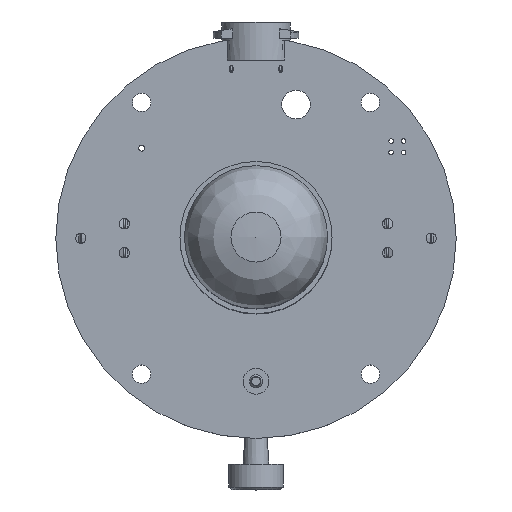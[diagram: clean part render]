
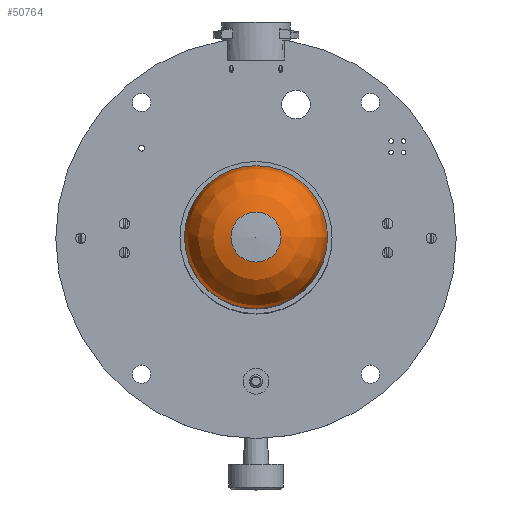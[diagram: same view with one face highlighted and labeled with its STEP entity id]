
A CAD part, top view. The second image highlights one B-rep face of the part: STEP entity #50764.
In plain terms, the highlighted free-form (B-spline) face has degree [2, 2] with [3, 9] control points.
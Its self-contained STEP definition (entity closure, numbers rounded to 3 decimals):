
#1879=(
BOUNDED_SURFACE()
B_SPLINE_SURFACE(2,2,((#115415,#115416,#115417,#115418,#115419,#115420,
#115421,#115422,#115423),(#115424,#115425,#115426,#115427,#115428,#115429,
#115430,#115431,#115432),(#115433,#115434,#115435,#115436,#115437,#115438,
#115439,#115440,#115441)),.UNSPECIFIED.,.F.,.T.,.F.)
B_SPLINE_SURFACE_WITH_KNOTS((3,3),(3,2,2,2,3),(-1.473,0.),(-3.142,
-1.571,0.,1.571,3.142),.UNSPECIFIED.)
GEOMETRIC_REPRESENTATION_ITEM()
RATIONAL_B_SPLINE_SURFACE(((1.,0.707,1.,0.707,1.,
0.707,1.,0.707,1.),(0.741,0.524,
0.741,0.524,0.741,0.524,0.741,
0.524,0.741),(1.,0.707,1.,0.707,
1.,0.707,1.,0.707,1.)))
REPRESENTATION_ITEM('')
SURFACE()
);
#7195=FACE_OUTER_BOUND('',#9474,.T.);
#9474=EDGE_LOOP('',(#48026,#48027,#48028,#48029,#48030));
#10766=CIRCLE('',#54708,12.5);
#10769=CIRCLE('',#54714,4.375);
#10771=CIRCLE('',#54716,4.375);
#10772=CIRCLE('',#54717,9.);
#28986=VERTEX_POINT('',#115400);
#28988=VERTEX_POINT('',#115409);
#28989=VERTEX_POINT('',#115410);
#36602=EDGE_CURVE('',#28986,#28986,#10766,.T.);
#36605=EDGE_CURVE('',#28988,#28989,#10769,.T.);
#36607=EDGE_CURVE('',#28989,#28988,#10771,.T.);
#36608=EDGE_CURVE('',#28986,#28989,#10772,.T.);
#48026=ORIENTED_EDGE('',*,*,#36602,.F.);
#48027=ORIENTED_EDGE('',*,*,#36608,.T.);
#48028=ORIENTED_EDGE('',*,*,#36607,.T.);
#48029=ORIENTED_EDGE('',*,*,#36605,.T.);
#48030=ORIENTED_EDGE('',*,*,#36608,.F.);
#50764=ADVANCED_FACE('',(#7195),#1879,.F.);
#54708=AXIS2_PLACEMENT_3D('',#115402,#67627,#67628);
#54714=AXIS2_PLACEMENT_3D('',#115411,#67639,#67640);
#54716=AXIS2_PLACEMENT_3D('',#115414,#67643,#67644);
#54717=AXIS2_PLACEMENT_3D('',#115442,#67645,#67646);
#67627=DIRECTION('center_axis',(0.,0.,-1.));
#67628=DIRECTION('ref_axis',(1.,0.,0.));
#67639=DIRECTION('center_axis',(0.,0.,-1.));
#67640=DIRECTION('ref_axis',(1.,0.,0.));
#67643=DIRECTION('center_axis',(0.,0.,-1.));
#67644=DIRECTION('ref_axis',(1.,0.,0.));
#67645=DIRECTION('center_axis',(0.,-1.,0.));
#67646=DIRECTION('ref_axis',(1.,0.,0.));
#115400=CARTESIAN_POINT('',(12.5,0.,113.979));
#115402=CARTESIAN_POINT('Origin',(0.,0.,113.979));
#115409=CARTESIAN_POINT('',(-4.375,0.,122.937));
#115410=CARTESIAN_POINT('',(4.375,0.,122.937));
#115411=CARTESIAN_POINT('Origin',(0.,0.,122.937));
#115414=CARTESIAN_POINT('Origin',(0.,0.,122.937));
#115415=CARTESIAN_POINT('Ctrl Pts',(4.375,0.,122.937));
#115416=CARTESIAN_POINT('Ctrl Pts',(4.375,-4.375,122.937));
#115417=CARTESIAN_POINT('Ctrl Pts',(0.,-4.375,122.937));
#115418=CARTESIAN_POINT('Ctrl Pts',(-4.375,-4.375,122.937));
#115419=CARTESIAN_POINT('Ctrl Pts',(-4.375,0.,122.937));
#115420=CARTESIAN_POINT('Ctrl Pts',(-4.375,4.375,122.937));
#115421=CARTESIAN_POINT('Ctrl Pts',(0.,4.375,122.937));
#115422=CARTESIAN_POINT('Ctrl Pts',(4.375,4.375,122.937));
#115423=CARTESIAN_POINT('Ctrl Pts',(4.375,0.,122.937));
#115424=CARTESIAN_POINT('Ctrl Pts',(12.5,0.,122.143));
#115425=CARTESIAN_POINT('Ctrl Pts',(12.5,-12.5,122.143));
#115426=CARTESIAN_POINT('Ctrl Pts',(0.,-12.5,122.143));
#115427=CARTESIAN_POINT('Ctrl Pts',(-12.5,-12.5,122.143));
#115428=CARTESIAN_POINT('Ctrl Pts',(-12.5,0.,122.143));
#115429=CARTESIAN_POINT('Ctrl Pts',(-12.5,12.5,122.143));
#115430=CARTESIAN_POINT('Ctrl Pts',(0.,12.5,122.143));
#115431=CARTESIAN_POINT('Ctrl Pts',(12.5,12.5,122.143));
#115432=CARTESIAN_POINT('Ctrl Pts',(12.5,0.,122.143));
#115433=CARTESIAN_POINT('Ctrl Pts',(12.5,0.,113.979));
#115434=CARTESIAN_POINT('Ctrl Pts',(12.5,-12.5,113.979));
#115435=CARTESIAN_POINT('Ctrl Pts',(0.,-12.5,113.979));
#115436=CARTESIAN_POINT('Ctrl Pts',(-12.5,-12.5,113.979));
#115437=CARTESIAN_POINT('Ctrl Pts',(-12.5,0.,113.979));
#115438=CARTESIAN_POINT('Ctrl Pts',(-12.5,12.5,113.979));
#115439=CARTESIAN_POINT('Ctrl Pts',(0.,12.5,113.979));
#115440=CARTESIAN_POINT('Ctrl Pts',(12.5,12.5,113.979));
#115441=CARTESIAN_POINT('Ctrl Pts',(12.5,0.,113.979));
#115442=CARTESIAN_POINT('Origin',(3.5,0.,113.979));
